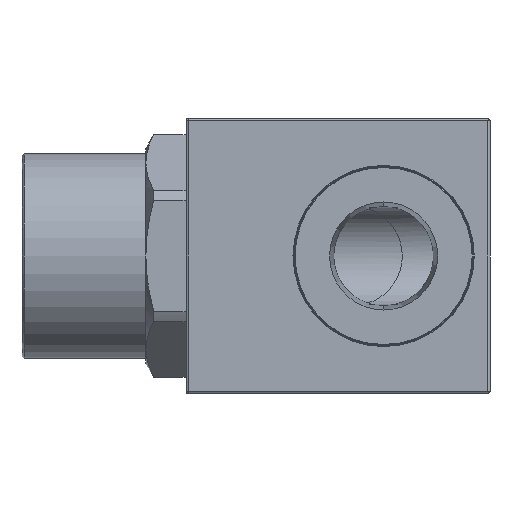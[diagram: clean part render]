
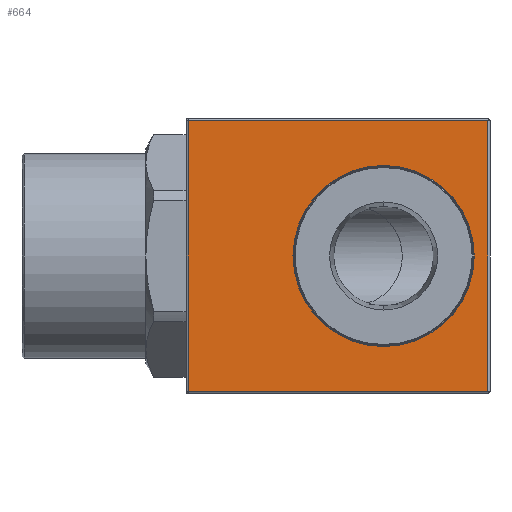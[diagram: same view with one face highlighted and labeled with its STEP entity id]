
A CAD part, front view. The second image highlights one B-rep face of the part: STEP entity #664.
In plain terms, the highlighted planar face has unit normal (0, -1, 0).
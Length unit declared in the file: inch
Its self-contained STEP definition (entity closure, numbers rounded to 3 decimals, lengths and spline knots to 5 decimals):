
#377 = EDGE_CURVE ( 'NONE', #381, #378, #1809, .T. ) ;
#378 = VERTEX_POINT ( 'NONE', #1804 ) ;
#381 = VERTEX_POINT ( 'NONE', #1803 ) ;
#664 = ADVANCED_FACE ( 'NONE', ( #2375, #2374 ), #2373, .T. ) ;
#665 = VERTEX_POINT ( 'NONE', #2368 ) ;
#666 = ORIENTED_EDGE ( 'NONE', *, *, #667, .T. ) ;
#667 = EDGE_CURVE ( 'NONE', #665, #668, #2367, .T. ) ;
#668 = VERTEX_POINT ( 'NONE', #2363 ) ;
#669 = ORIENTED_EDGE ( 'NONE', *, *, #670, .T. ) ;
#670 = EDGE_CURVE ( 'NONE', #668, #671, #2362, .T. ) ;
#671 = VERTEX_POINT ( 'NONE', #2358 ) ;
#672 = ORIENTED_EDGE ( 'NONE', *, *, #673, .T. ) ;
#673 = EDGE_CURVE ( 'NONE', #671, #710, #2357, .T. ) ;
#698 = ORIENTED_EDGE ( 'NONE', *, *, #715, .T. ) ;
#709 = EDGE_LOOP ( 'NONE', ( #698, #666, #669, #672 ) ) ;
#710 = VERTEX_POINT ( 'NONE', #2473 ) ;
#712 = ORIENTED_EDGE ( 'NONE', *, *, #377, .F. ) ;
#715 = EDGE_CURVE ( 'NONE', #710, #665, #2460, .T. ) ;
#716 = EDGE_CURVE ( 'NONE', #378, #381, #2456, .T. ) ;
#718 = EDGE_LOOP ( 'NONE', ( #720, #712 ) ) ;
#720 = ORIENTED_EDGE ( 'NONE', *, *, #716, .F. ) ;
#1803 = CARTESIAN_POINT ( 'NONE',  ( 0.51125, -0.6, -0.395 ) ) ;
#1804 = CARTESIAN_POINT ( 'NONE',  ( 0.51125, -0.6, 0.395 ) ) ;
#1805 = DIRECTION ( 'NONE',  ( 0., 0., -1. ) ) ;
#1806 = DIRECTION ( 'NONE',  ( 0., -1., 0. ) ) ;
#1807 = CARTESIAN_POINT ( 'NONE',  ( 0.51125, -0.6, 0. ) ) ;
#1808 = AXIS2_PLACEMENT_3D ( 'NONE', #1807, #1806, #1805 ) ;
#1809 = CIRCLE ( 'NONE', #1808, 0.395 ) ;
#2354 = DIRECTION ( 'NONE',  ( 0., 0., 1. ) ) ;
#2355 = VECTOR ( 'NONE', #2354, 39.37008 ) ;
#2356 = CARTESIAN_POINT ( 'NONE',  ( 0.965, -0.6, -2.38756 ) ) ;
#2357 = LINE ( 'NONE', #2356, #2355 ) ;
#2358 = CARTESIAN_POINT ( 'NONE',  ( 0.965, -0.6, -0.59 ) ) ;
#2359 = DIRECTION ( 'NONE',  ( 1., 0., 0. ) ) ;
#2360 = VECTOR ( 'NONE', #2359, 39.37008 ) ;
#2361 = CARTESIAN_POINT ( 'NONE',  ( 0.975, -0.6, -0.59 ) ) ;
#2362 = LINE ( 'NONE', #2361, #2360 ) ;
#2363 = CARTESIAN_POINT ( 'NONE',  ( -0.3399, -0.6, -0.59 ) ) ;
#2364 = DIRECTION ( 'NONE',  ( 0., 0., -1. ) ) ;
#2365 = VECTOR ( 'NONE', #2364, 39.37008 ) ;
#2366 = CARTESIAN_POINT ( 'NONE',  ( -0.3399, -0.6, -0.6 ) ) ;
#2367 = LINE ( 'NONE', #2366, #2365 ) ;
#2368 = CARTESIAN_POINT ( 'NONE',  ( -0.3399, -0.6, 0.59 ) ) ;
#2369 = DIRECTION ( 'NONE',  ( 1., 0., 0. ) ) ;
#2370 = DIRECTION ( 'NONE',  ( 0., -1., 0. ) ) ;
#2371 = CARTESIAN_POINT ( 'NONE',  ( 0.975, -0.6, -2.38756 ) ) ;
#2372 = AXIS2_PLACEMENT_3D ( 'NONE', #2371, #2370, #2369 ) ;
#2373 = PLANE ( 'NONE',  #2372 ) ;
#2374 = FACE_OUTER_BOUND ( 'NONE', #709, .T. ) ;
#2375 = FACE_BOUND ( 'NONE', #718, .T. ) ;
#2452 = DIRECTION ( 'NONE',  ( 0., 0., -1. ) ) ;
#2453 = DIRECTION ( 'NONE',  ( 0., -1., 0. ) ) ;
#2454 = CARTESIAN_POINT ( 'NONE',  ( 0.51125, -0.6, 0. ) ) ;
#2455 = AXIS2_PLACEMENT_3D ( 'NONE', #2454, #2453, #2452 ) ;
#2456 = CIRCLE ( 'NONE', #2455, 0.395 ) ;
#2457 = DIRECTION ( 'NONE',  ( -1., 0., 0. ) ) ;
#2458 = VECTOR ( 'NONE', #2457, 39.37008 ) ;
#2459 = CARTESIAN_POINT ( 'NONE',  ( -0.3499, -0.6, 0.59 ) ) ;
#2460 = LINE ( 'NONE', #2459, #2458 ) ;
#2473 = CARTESIAN_POINT ( 'NONE',  ( 0.965, -0.6, 0.59 ) ) ;
